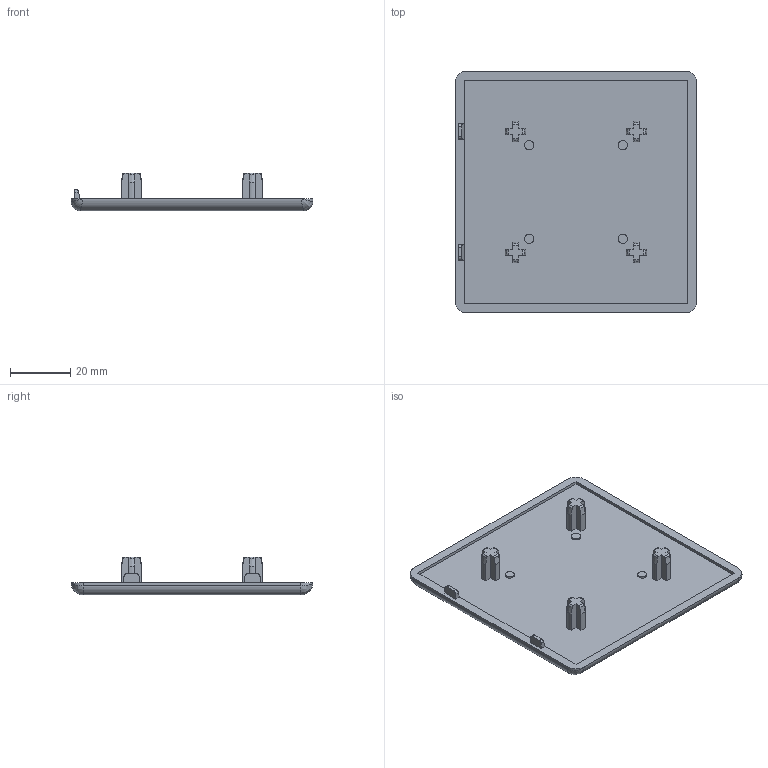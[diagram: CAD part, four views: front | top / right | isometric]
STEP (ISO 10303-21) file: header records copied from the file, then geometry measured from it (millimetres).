
FILE_DESCRIPTION (( 'STEP AP214' ), '1' );
FILE_NAME ('091023.STEP', '2013-04-15T08:33:57', ( '' ), ( '' ), 'SwSTEP 2.0', 'SolidWorks 2012', '' );
FILE_SCHEMA (( 'AUTOMOTIVE_DESIGN' ));
Length unit declared in the file: millimetre
Products named in the file (1): 091023
Bounding box: 80 x 80 x 12.5 mm (x, y, z)
Volume: 20140.5 mm3; surface area: 14876.7 mm2
Topology: 1 solids, 1 shells, 127 faces, 338 edges, 218 vertices
Faces by surface type: plane 59, cylinder 32, cone 16, torus 16, bspline 4
Full cylindrical faces by diameter (mm): 3 x4
Entity records: 4196 total; most frequent: CARTESIAN_POINT 1152, ORIENTED_EDGE 656, DIRECTION 584, EDGE_CURVE 328, VERTEX_POINT 216, AXIS2_PLACEMENT_3D 208, LINE 168, VECTOR 168
